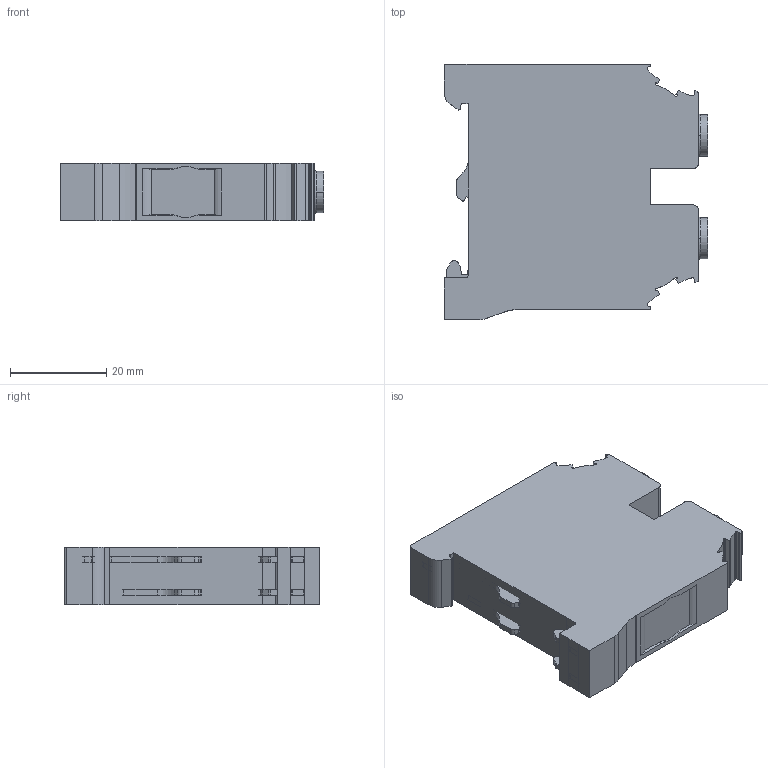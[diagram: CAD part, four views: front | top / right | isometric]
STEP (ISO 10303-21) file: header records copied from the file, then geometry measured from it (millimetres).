
FILE_DESCRIPTION (( 'STEP AP203' ), '1' );
FILE_NAME ('MTK 16.STEP', '2022-06-16T13:41:12', ( '' ), ( '' ), 'SwSTEP 2.0', 'SolidWorks 2019', '' );
FILE_SCHEMA (( 'CONFIG_CONTROL_DESIGN' ));
Length unit declared in the file: millimetre
Products named in the file (4): MTK 16; MTK 16 montaj; MTK 16 Revize Tasarim 25.05.2022; iç parçalar
Assembly tree (3 placements, depth 3):
  MTK 16
    MTK 16 montaj
      MTK 16 Revize Tasarim 25.05.2022
      iç parçalar
Bounding box: 54.9 x 53.15 x 12 mm (x, y, z)
Volume: 31708.7 mm3; surface area: 13395.9 mm2
Topology: 8 solids, 8 shells, 519 faces, 1489 edges, 990 vertices
Faces by surface type: plane 283, cylinder 204, torus 12, bspline 12, cone 8
Entity records: 17739 total; most frequent: CARTESIAN_POINT 3625, ORIENTED_EDGE 2978, DIRECTION 2795, EDGE_CURVE 1489, VERTEX_POINT 990, LINE 987, VECTOR 987, AXIS2_PLACEMENT_3D 904
